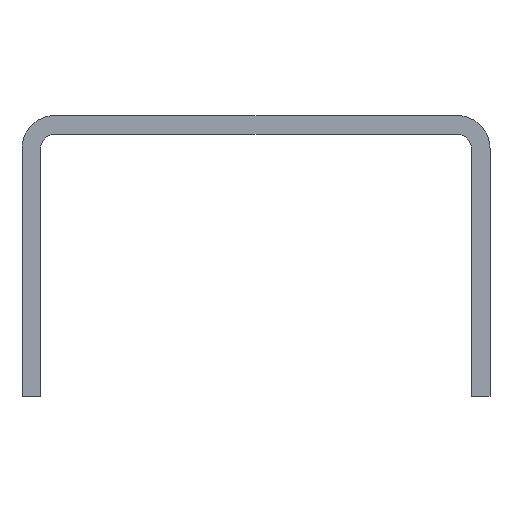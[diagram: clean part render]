
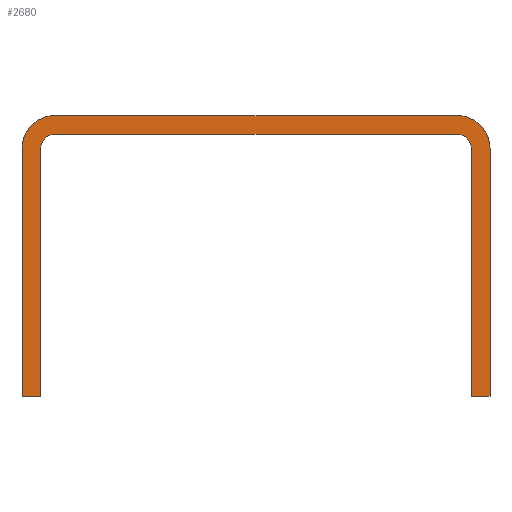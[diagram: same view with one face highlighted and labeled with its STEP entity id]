
A CAD part, front view. The second image highlights one B-rep face of the part: STEP entity #2680.
In plain terms, the highlighted planar face has unit normal (0, -1, 0).
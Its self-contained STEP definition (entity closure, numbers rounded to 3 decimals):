
#1=DIRECTION('',(0.,0.,1.));
#2=VECTOR('',#1,26.5);
#3=CARTESIAN_POINT('',(-25.,0.,-30.));
#4=LINE('',#3,#2);
#5=CARTESIAN_POINT('',(-21.5,0.,-3.5));
#6=DIRECTION('',(0.,1.,0.));
#7=DIRECTION('',(-1.,0.,0.));
#8=AXIS2_PLACEMENT_3D('',#5,#6,#7);
#10=DIRECTION('',(1.,0.,0.));
#11=VECTOR('',#10,43.);
#12=CARTESIAN_POINT('',(-21.5,0.,0.));
#13=LINE('',#12,#11);
#14=CARTESIAN_POINT('',(21.5,0.,-3.5));
#15=DIRECTION('',(0.,1.,0.));
#16=DIRECTION('',(0.,0.,1.));
#17=AXIS2_PLACEMENT_3D('',#14,#15,#16);
#19=DIRECTION('',(0.,0.,-1.));
#20=VECTOR('',#19,26.5);
#21=CARTESIAN_POINT('',(25.,0.,-3.5));
#22=LINE('',#21,#20);
#23=DIRECTION('',(-1.,0.,0.));
#24=VECTOR('',#23,2.);
#25=CARTESIAN_POINT('',(25.,0.,-30.));
#26=LINE('',#25,#24);
#27=DIRECTION('',(0.,0.,1.));
#28=VECTOR('',#27,26.5);
#29=CARTESIAN_POINT('',(23.,0.,-30.));
#30=LINE('',#29,#28);
#31=CARTESIAN_POINT('',(21.5,0.,-3.5));
#32=DIRECTION('',(0.,-1.,0.));
#33=DIRECTION('',(1.,0.,0.));
#34=AXIS2_PLACEMENT_3D('',#31,#32,#33);
#36=DIRECTION('',(-1.,0.,0.));
#37=VECTOR('',#36,43.);
#38=CARTESIAN_POINT('',(21.5,0.,-2.));
#39=LINE('',#38,#37);
#40=CARTESIAN_POINT('',(-21.5,0.,-3.5));
#41=DIRECTION('',(0.,-1.,0.));
#42=DIRECTION('',(0.,0.,1.));
#43=AXIS2_PLACEMENT_3D('',#40,#41,#42);
#45=DIRECTION('',(0.,0.,-1.));
#46=VECTOR('',#45,26.5);
#47=CARTESIAN_POINT('',(-23.,0.,-3.5));
#48=LINE('',#47,#46);
#49=DIRECTION('',(-1.,0.,0.));
#50=VECTOR('',#49,2.);
#51=CARTESIAN_POINT('',(-23.,0.,-30.));
#52=LINE('',#51,#50);
#2025=CARTESIAN_POINT('',(-25.,0.,-30.));
#2026=CARTESIAN_POINT('',(-25.,0.,-3.5));
#2027=VERTEX_POINT('',#2025);
#2028=VERTEX_POINT('',#2026);
#2029=CARTESIAN_POINT('',(-21.5,0.,0.));
#2030=VERTEX_POINT('',#2029);
#2031=CARTESIAN_POINT('',(21.5,0.,0.));
#2032=VERTEX_POINT('',#2031);
#2033=CARTESIAN_POINT('',(25.,0.,-3.5));
#2034=VERTEX_POINT('',#2033);
#2035=CARTESIAN_POINT('',(25.,0.,-30.));
#2036=VERTEX_POINT('',#2035);
#2037=CARTESIAN_POINT('',(23.,0.,-30.));
#2038=VERTEX_POINT('',#2037);
#2039=CARTESIAN_POINT('',(23.,0.,-3.5));
#2040=VERTEX_POINT('',#2039);
#2041=CARTESIAN_POINT('',(21.5,0.,-2.));
#2042=VERTEX_POINT('',#2041);
#2043=CARTESIAN_POINT('',(-21.5,0.,-2.));
#2044=VERTEX_POINT('',#2043);
#2045=CARTESIAN_POINT('',(-23.,0.,-3.5));
#2046=VERTEX_POINT('',#2045);
#2047=CARTESIAN_POINT('',(-23.,0.,-30.));
#2048=VERTEX_POINT('',#2047);
#2649=CARTESIAN_POINT('',(0.,0.,0.));
#2650=DIRECTION('',(0.,1.,0.));
#2651=DIRECTION('',(1.,0.,0.));
#2652=AXIS2_PLACEMENT_3D('',#2649,#2650,#2651);
#2653=PLANE('',#2652);
#2655=ORIENTED_EDGE('',*,*,#2654,.T.);
#2657=ORIENTED_EDGE('',*,*,#2656,.T.);
#2659=ORIENTED_EDGE('',*,*,#2658,.T.);
#2661=ORIENTED_EDGE('',*,*,#2660,.T.);
#2663=ORIENTED_EDGE('',*,*,#2662,.T.);
#2665=ORIENTED_EDGE('',*,*,#2664,.T.);
#2667=ORIENTED_EDGE('',*,*,#2666,.T.);
#2669=ORIENTED_EDGE('',*,*,#2668,.T.);
#2671=ORIENTED_EDGE('',*,*,#2670,.T.);
#2673=ORIENTED_EDGE('',*,*,#2672,.T.);
#2675=ORIENTED_EDGE('',*,*,#2674,.T.);
#2677=ORIENTED_EDGE('',*,*,#2676,.T.);
#2678=EDGE_LOOP('',(#2655,#2657,#2659,#2661,#2663,#2665,#2667,#2669,#2671,#2673,
#2675,#2677));
#2679=FACE_OUTER_BOUND('',#2678,.F.);
#2680=ADVANCED_FACE('',(#2679),#2653,.F.);
#9=CIRCLE('',#8,3.5);
#18=CIRCLE('',#17,3.5);
#35=CIRCLE('',#34,1.5);
#44=CIRCLE('',#43,1.5);
#2654=EDGE_CURVE('',#2027,#2028,#4,.T.);
#2656=EDGE_CURVE('',#2028,#2030,#9,.T.);
#2658=EDGE_CURVE('',#2030,#2032,#13,.T.);
#2660=EDGE_CURVE('',#2032,#2034,#18,.T.);
#2662=EDGE_CURVE('',#2034,#2036,#22,.T.);
#2664=EDGE_CURVE('',#2036,#2038,#26,.T.);
#2666=EDGE_CURVE('',#2038,#2040,#30,.T.);
#2668=EDGE_CURVE('',#2040,#2042,#35,.T.);
#2670=EDGE_CURVE('',#2042,#2044,#39,.T.);
#2672=EDGE_CURVE('',#2044,#2046,#44,.T.);
#2674=EDGE_CURVE('',#2046,#2048,#48,.T.);
#2676=EDGE_CURVE('',#2048,#2027,#52,.T.);
